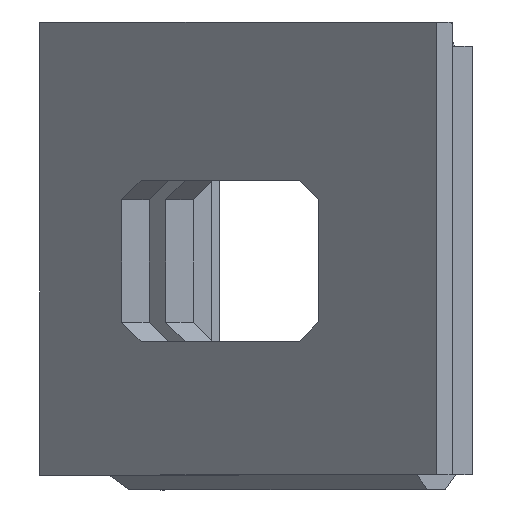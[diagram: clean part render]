
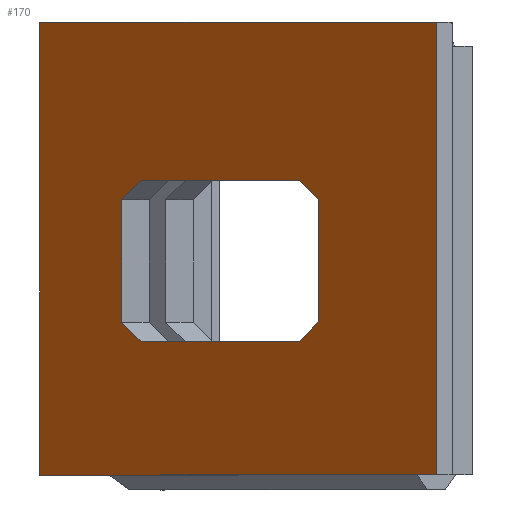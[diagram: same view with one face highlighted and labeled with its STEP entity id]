
A CAD part, top view. The second image highlights one B-rep face of the part: STEP entity #170.
In plain terms, the highlighted planar face has unit normal (-0.707, 0, 0.707).
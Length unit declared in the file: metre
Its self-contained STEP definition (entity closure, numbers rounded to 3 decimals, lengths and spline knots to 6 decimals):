
#170 = ADVANCED_FACE( '', ( #356, #357 ), #358, .T. );
#356 = FACE_BOUND( '', #555, .T. );
#357 = FACE_OUTER_BOUND( '', #556, .T. );
#358 = PLANE( '', #557 );
#555 = EDGE_LOOP( '', ( #1005, #1006, #1007, #1008, #1009, #1010, #1011, #1012 ) );
#556 = EDGE_LOOP( '', ( #1013, #1014, #1015, #1016 ) );
#557 = AXIS2_PLACEMENT_3D( '', #1017, #1018, #1019 );
#1005 = ORIENTED_EDGE( '', *, *, #1395, .T. );
#1006 = ORIENTED_EDGE( '', *, *, #1283, .T. );
#1007 = ORIENTED_EDGE( '', *, *, #1378, .T. );
#1008 = ORIENTED_EDGE( '', *, *, #1396, .T. );
#1009 = ORIENTED_EDGE( '', *, *, #1397, .F. );
#1010 = ORIENTED_EDGE( '', *, *, #1253, .T. );
#1011 = ORIENTED_EDGE( '', *, *, #1350, .T. );
#1012 = ORIENTED_EDGE( '', *, *, #1393, .F. );
#1013 = ORIENTED_EDGE( '', *, *, #1398, .F. );
#1014 = ORIENTED_EDGE( '', *, *, #1366, .T. );
#1015 = ORIENTED_EDGE( '', *, *, #1304, .T. );
#1016 = ORIENTED_EDGE( '', *, *, #1399, .T. );
#1017 = CARTESIAN_POINT( '', ( 0.007827, 0., 0.00467 ) );
#1018 = DIRECTION( '', ( -0.707, 0., 0.707 ) );
#1019 = DIRECTION( '', ( 0., -1., 0. ) );
#1253 = EDGE_CURVE( '', #1522, #1520, #1523, .T. );
#1283 = EDGE_CURVE( '', #1564, #1569, #1571, .T. );
#1304 = EDGE_CURVE( '', #1598, #1602, #1604, .T. );
#1350 = EDGE_CURVE( '', #1520, #1672, #1674, .T. );
#1366 = EDGE_CURVE( '', #1696, #1598, #1698, .T. );
#1378 = EDGE_CURVE( '', #1569, #1709, #1711, .T. );
#1393 = EDGE_CURVE( '', #1729, #1672, #1731, .T. );
#1395 = EDGE_CURVE( '', #1729, #1564, #1733, .T. );
#1396 = EDGE_CURVE( '', #1709, #1734, #1735, .T. );
#1397 = EDGE_CURVE( '', #1522, #1734, #1736, .T. );
#1398 = EDGE_CURVE( '', #1696, #1737, #1738, .T. );
#1399 = EDGE_CURVE( '', #1602, #1737, #1739, .T. );
#1520 = VERTEX_POINT( '', #1902 );
#1522 = VERTEX_POINT( '', #1905 );
#1523 = LINE( '', #1906, #1907 );
#1564 = VERTEX_POINT( '', #1967 );
#1569 = VERTEX_POINT( '', #1974 );
#1571 = LINE( '', #1977, #1978 );
#1598 = VERTEX_POINT( '', #2018 );
#1602 = VERTEX_POINT( '', #2024 );
#1604 = LINE( '', #2027, #2028 );
#1672 = VERTEX_POINT( '', #2130 );
#1674 = LINE( '', #2133, #2134 );
#1696 = VERTEX_POINT( '', #2166 );
#1698 = LINE( '', #2169, #2170 );
#1709 = VERTEX_POINT( '', #2186 );
#1711 = LINE( '', #2189, #2190 );
#1729 = VERTEX_POINT( '', #2217 );
#1731 = LINE( '', #2220, #2221 );
#1733 = LINE( '', #2223, #2224 );
#1734 = VERTEX_POINT( '', #2225 );
#1735 = LINE( '', #2226, #2227 );
#1736 = LINE( '', #2228, #2229 );
#1737 = VERTEX_POINT( '', #2230 );
#1738 = LINE( '', #2231, #2232 );
#1739 = LINE( '', #2233, #2234 );
#1902 = CARTESIAN_POINT( '', ( 0.01833, 0.007963, 0.015173 ) );
#1905 = CARTESIAN_POINT( '', ( 0.01579, 0.010503, 0.012633 ) );
#1906 = CARTESIAN_POINT( '', ( 0.01706, 0.009233, 0.013903 ) );
#1907 = VECTOR( '', #2335, 1. );
#1967 = CARTESIAN_POINT( '', ( -0.004806, -0.010503, -0.007963 ) );
#1974 = CARTESIAN_POINT( '', ( -0.007346, -0.007963, -0.010503 ) );
#1977 = CARTESIAN_POINT( '', ( 0.000115, -0.015424, -0.003042 ) );
#1978 = VECTOR( '', #2358, 1. );
#2018 = CARTESIAN_POINT( '', ( 0.033645, 0.031052, 0.030488 ) );
#2024 = CARTESIAN_POINT( '', ( -0.017991, 0.031052, -0.021149 ) );
#2027 = CARTESIAN_POINT( '', ( 0.007827, 0.031052, 0.00467 ) );
#2028 = VECTOR( '', #2375, 1. );
#2130 = CARTESIAN_POINT( '', ( 0.01833, -0.007963, 0.015173 ) );
#2133 = CARTESIAN_POINT( '', ( 0.01833, 0., 0.015173 ) );
#2134 = VECTOR( '', #2411, 1. );
#2166 = CARTESIAN_POINT( '', ( 0.033645, -0.027877, 0.030488 ) );
#2169 = CARTESIAN_POINT( '', ( 0.033645, 0.001588, 0.030488 ) );
#2170 = VECTOR( '', #2423, 1. );
#2186 = CARTESIAN_POINT( '', ( -0.007346, 0.007963, -0.010503 ) );
#2189 = CARTESIAN_POINT( '', ( -0.007346, 0., -0.010503 ) );
#2190 = VECTOR( '', #2430, 1. );
#2217 = CARTESIAN_POINT( '', ( 0.01579, -0.010503, 0.012633 ) );
#2220 = CARTESIAN_POINT( '', ( 0.01706, -0.009233, 0.013903 ) );
#2221 = VECTOR( '', #2441, 1. );
#2223 = CARTESIAN_POINT( '', ( 0.007827, -0.010503, 0.00467 ) );
#2224 = VECTOR( '', #2442, 1. );
#2225 = CARTESIAN_POINT( '', ( -0.004806, 0.010503, -0.007963 ) );
#2226 = CARTESIAN_POINT( '', ( 0.000115, 0.015424, -0.003042 ) );
#2227 = VECTOR( '', #2443, 1. );
#2228 = CARTESIAN_POINT( '', ( 0.007827, 0.010503, 0.00467 ) );
#2229 = VECTOR( '', #2444, 1. );
#2230 = CARTESIAN_POINT( '', ( -0.017991, -0.027877, -0.021149 ) );
#2231 = CARTESIAN_POINT( '', ( 0.007827, -0.027877, 0.00467 ) );
#2232 = VECTOR( '', #2445, 1. );
#2233 = CARTESIAN_POINT( '', ( -0.017991, 0.001588, -0.021149 ) );
#2234 = VECTOR( '', #2446, 1. );
#2335 = DIRECTION( '', ( 0.577, -0.577, 0.577 ) );
#2358 = DIRECTION( '', ( -0.577, 0.577, -0.577 ) );
#2375 = DIRECTION( '', ( -0.707, 0., -0.707 ) );
#2411 = DIRECTION( '', ( 0., -1., 0. ) );
#2423 = DIRECTION( '', ( 0., 1., 0. ) );
#2430 = DIRECTION( '', ( 0., 1., 0. ) );
#2441 = DIRECTION( '', ( 0.577, 0.577, 0.577 ) );
#2442 = DIRECTION( '', ( -0.707, 0., -0.707 ) );
#2443 = DIRECTION( '', ( 0.577, 0.577, 0.577 ) );
#2444 = DIRECTION( '', ( -0.707, 0., -0.707 ) );
#2445 = DIRECTION( '', ( -0.707, 0., -0.707 ) );
#2446 = DIRECTION( '', ( 0., -1., 0. ) );
